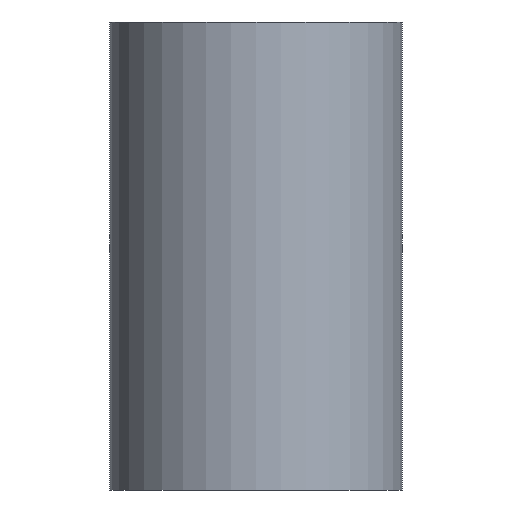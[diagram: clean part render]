
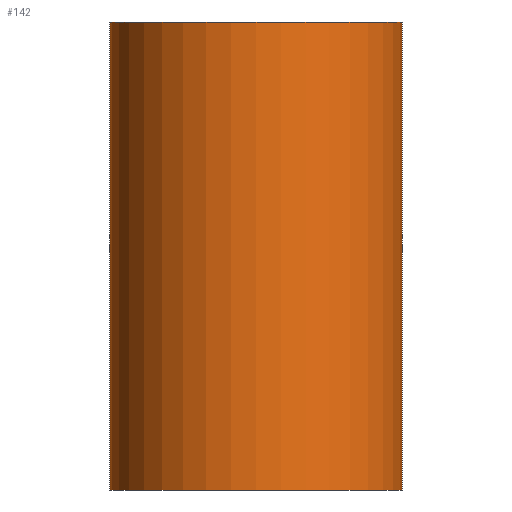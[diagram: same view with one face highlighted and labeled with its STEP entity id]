
A CAD part, front view. The second image highlights one B-rep face of the part: STEP entity #142.
In plain terms, the highlighted cylindrical face has radius 12.5 mm (diameter 25 mm), a partial arc.
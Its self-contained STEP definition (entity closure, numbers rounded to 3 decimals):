
#6 = EDGE_LOOP ( 'NONE', ( #237, #135, #134, #51 ) ) ;
#8 = VERTEX_POINT ( 'NONE', #313 ) ;
#30 = EDGE_CURVE ( 'NONE', #8, #109, #193, .T. ) ;
#39 = CIRCLE ( 'NONE', #118, 12.5 ) ;
#47 = DIRECTION ( 'NONE',  ( 0., 0., 1. ) ) ;
#51 = ORIENTED_EDGE ( 'NONE', *, *, #168, .F. ) ;
#55 = CARTESIAN_POINT ( 'NONE',  ( 12.5, 0., 40. ) ) ;
#63 = DIRECTION ( 'NONE',  ( 0., 0., 1. ) ) ;
#66 = VECTOR ( 'NONE', #63, 1000. ) ;
#70 = VECTOR ( 'NONE', #298, 1000. ) ;
#79 = EDGE_CURVE ( 'NONE', #8, #170, #39, .T. ) ;
#92 = AXIS2_PLACEMENT_3D ( 'NONE', #205, #47, #296 ) ;
#93 = DIRECTION ( 'NONE',  ( 0., 0., 1. ) ) ;
#109 = VERTEX_POINT ( 'NONE', #198 ) ;
#112 = VERTEX_POINT ( 'NONE', #125 ) ;
#118 = AXIS2_PLACEMENT_3D ( 'NONE', #169, #195, #277 ) ;
#125 = CARTESIAN_POINT ( 'NONE',  ( 12.5, 0., 40. ) ) ;
#134 = ORIENTED_EDGE ( 'NONE', *, *, #243, .T. ) ;
#135 = ORIENTED_EDGE ( 'NONE', *, *, #79, .T. ) ;
#142 = ADVANCED_FACE ( 'NONE', ( #182 ), #315, .T. ) ;
#147 = DIRECTION ( 'NONE',  ( 1., 0., 0. ) ) ;
#168 = EDGE_CURVE ( 'NONE', #109, #112, #233, .T. ) ;
#169 = CARTESIAN_POINT ( 'NONE',  ( 0., 0., 0. ) ) ;
#170 = VERTEX_POINT ( 'NONE', #253 ) ;
#182 = FACE_OUTER_BOUND ( 'NONE', #6, .T. ) ;
#187 = LINE ( 'NONE', #55, #70 ) ;
#193 = LINE ( 'NONE', #307, #66 ) ;
#195 = DIRECTION ( 'NONE',  ( 0., 0., 1. ) ) ;
#198 = CARTESIAN_POINT ( 'NONE',  ( -12.5, 0., 40. ) ) ;
#205 = CARTESIAN_POINT ( 'NONE',  ( 0., 0., 40. ) ) ;
#233 = CIRCLE ( 'NONE', #92, 12.5 ) ;
#237 = ORIENTED_EDGE ( 'NONE', *, *, #30, .F. ) ;
#243 = EDGE_CURVE ( 'NONE', #170, #112, #187, .T. ) ;
#253 = CARTESIAN_POINT ( 'NONE',  ( 12.5, 0., 0. ) ) ;
#255 = AXIS2_PLACEMENT_3D ( 'NONE', #322, #93, #147 ) ;
#277 = DIRECTION ( 'NONE',  ( 1., 0., 0. ) ) ;
#296 = DIRECTION ( 'NONE',  ( 1., 0., 0. ) ) ;
#298 = DIRECTION ( 'NONE',  ( 0., 0., 1. ) ) ;
#307 = CARTESIAN_POINT ( 'NONE',  ( -12.5, 0., 40. ) ) ;
#313 = CARTESIAN_POINT ( 'NONE',  ( -12.5, 0., 0. ) ) ;
#315 = CYLINDRICAL_SURFACE ( 'NONE', #255, 12.5 ) ;
#322 = CARTESIAN_POINT ( 'NONE',  ( 0., 0., 40. ) ) ;
